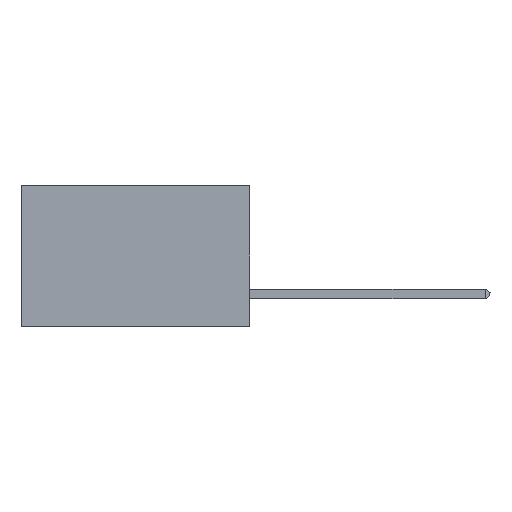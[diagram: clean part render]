
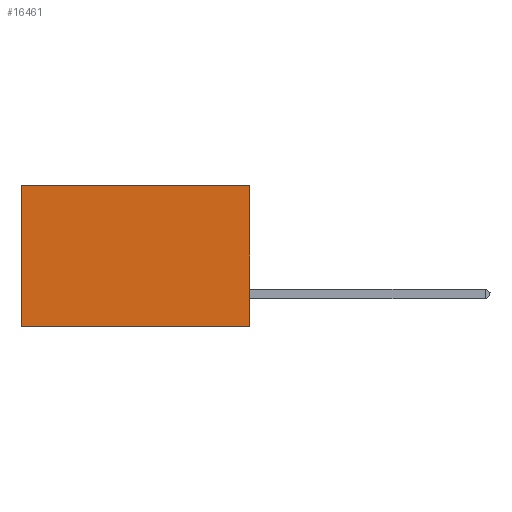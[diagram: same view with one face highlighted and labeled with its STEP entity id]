
A CAD part, left-side view. The second image highlights one B-rep face of the part: STEP entity #16461.
In plain terms, the highlighted planar face has unit normal (-1, 0, 0).
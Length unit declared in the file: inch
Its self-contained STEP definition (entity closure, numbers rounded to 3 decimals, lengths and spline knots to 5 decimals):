
#1670 = ORIENTED_EDGE ( 'NONE', *, *, #14438, .T. ) ;
#1999 = VECTOR ( 'NONE', #7851, 39.37008 ) ;
#2244 = DIRECTION ( 'NONE',  ( 1., 0., 0. ) ) ;
#2414 = EDGE_CURVE ( 'NONE', #10393, #6574, #7817, .T. ) ;
#3345 = CARTESIAN_POINT ( 'NONE',  ( 0.2875, 0., 0. ) ) ;
#3896 = VECTOR ( 'NONE', #10197, 39.37008 ) ;
#4013 = EDGE_CURVE ( 'NONE', #6574, #8212, #12336, .T. ) ;
#4900 = LINE ( 'NONE', #6617, #1999 ) ;
#5034 = ORIENTED_EDGE ( 'NONE', *, *, #2414, .F. ) ;
#5100 = CARTESIAN_POINT ( 'NONE',  ( 0.2875, 0.6, 0. ) ) ;
#6279 = VECTOR ( 'NONE', #7606, 39.37008 ) ;
#6574 = VERTEX_POINT ( 'NONE', #9248 ) ;
#6617 = CARTESIAN_POINT ( 'NONE',  ( 0.2875, 0.6, 0. ) ) ;
#6867 = CARTESIAN_POINT ( 'NONE',  ( 0.2875, 0., 0. ) ) ;
#7341 = DIRECTION ( 'NONE',  ( 0., 0., -1. ) ) ;
#7606 = DIRECTION ( 'NONE',  ( 0., 1., 0. ) ) ;
#7817 = LINE ( 'NONE', #14096, #3896 ) ;
#7851 = DIRECTION ( 'NONE',  ( 0., 0., -1. ) ) ;
#8212 = VERTEX_POINT ( 'NONE', #8907 ) ;
#8907 = CARTESIAN_POINT ( 'NONE',  ( 0.2875, 0.6, -0.37 ) ) ;
#9248 = CARTESIAN_POINT ( 'NONE',  ( 0.2875, 0., -0.37 ) ) ;
#9686 = ORIENTED_EDGE ( 'NONE', *, *, #4013, .F. ) ;
#9851 = LINE ( 'NONE', #15567, #6279 ) ;
#10188 = PLANE ( 'NONE',  #12863 ) ;
#10197 = DIRECTION ( 'NONE',  ( 0., 0., -1. ) ) ;
#10393 = VERTEX_POINT ( 'NONE', #6867 ) ;
#12336 = LINE ( 'NONE', #13789, #16263 ) ;
#12863 = AXIS2_PLACEMENT_3D ( 'NONE', #3345, #2244, #7341 ) ;
#13375 = ORIENTED_EDGE ( 'NONE', *, *, #15734, .T. ) ;
#13789 = CARTESIAN_POINT ( 'NONE',  ( 0.2875, 0., -0.37 ) ) ;
#14096 = CARTESIAN_POINT ( 'NONE',  ( 0.2875, 0., 0. ) ) ;
#14438 = EDGE_CURVE ( 'NONE', #14815, #8212, #4900, .T. ) ;
#14815 = VERTEX_POINT ( 'NONE', #5100 ) ;
#14996 = FACE_OUTER_BOUND ( 'NONE', #15397, .T. ) ;
#15130 = DIRECTION ( 'NONE',  ( 0., 1., 0. ) ) ;
#15397 = EDGE_LOOP ( 'NONE', ( #1670, #9686, #5034, #13375 ) ) ;
#15567 = CARTESIAN_POINT ( 'NONE',  ( 0.2875, 0., 0. ) ) ;
#15734 = EDGE_CURVE ( 'NONE', #10393, #14815, #9851, .T. ) ;
#16263 = VECTOR ( 'NONE', #15130, 39.37008 ) ;
#16461 = ADVANCED_FACE ( 'NONE', ( #14996 ), #10188, .F. ) ;
